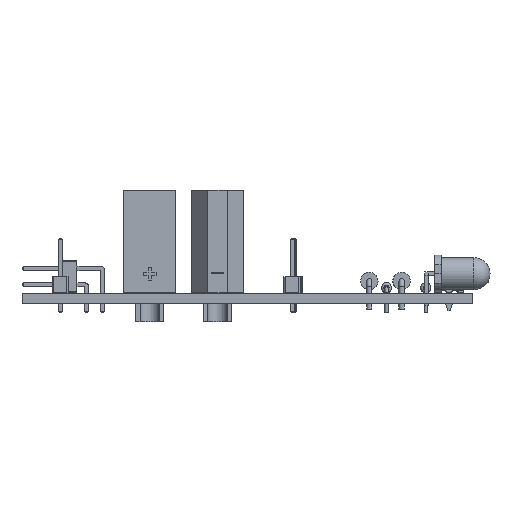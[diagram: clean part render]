
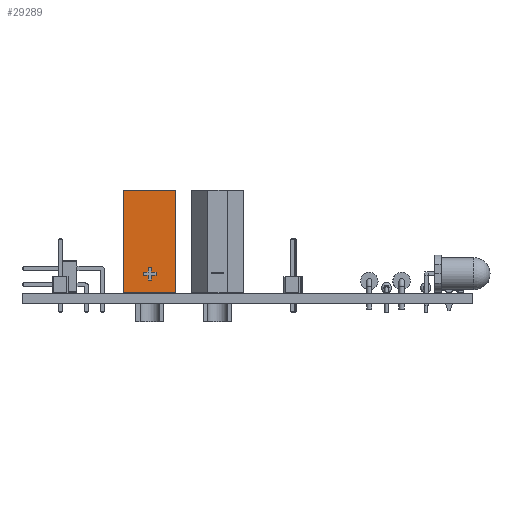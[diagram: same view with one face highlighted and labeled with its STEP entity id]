
A CAD part, left-side view. The second image highlights one B-rep face of the part: STEP entity #29289.
In plain terms, the highlighted face is planar.
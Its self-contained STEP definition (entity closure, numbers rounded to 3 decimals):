
#28157 = EDGE_CURVE('',#28158,#28160,#28162,.T.);
#28158 = VERTEX_POINT('',#28159);
#28159 = CARTESIAN_POINT('',(11.35,-0.25,2.75));
#28160 = VERTEX_POINT('',#28161);
#28161 = CARTESIAN_POINT('',(11.35,-1.,2.75));
#28162 = LINE('',#28163,#28164);
#28163 = CARTESIAN_POINT('',(11.35,-2.525,2.75));
#28164 = VECTOR('',#28165,1.);
#28165 = DIRECTION('',(0.,-1.,0.));
#28197 = EDGE_CURVE('',#28160,#28198,#28200,.T.);
#28198 = VERTEX_POINT('',#28199);
#28199 = CARTESIAN_POINT('',(11.35,-1.,3.25));
#28200 = LINE('',#28201,#28202);
#28201 = CARTESIAN_POINT('',(11.35,-1.,1.625));
#28202 = VECTOR('',#28203,1.);
#28203 = DIRECTION('',(0.,0.,1.));
#28228 = EDGE_CURVE('',#28198,#28229,#28231,.T.);
#28229 = VERTEX_POINT('',#28230);
#28230 = CARTESIAN_POINT('',(11.35,-0.25,3.25));
#28231 = LINE('',#28232,#28233);
#28232 = CARTESIAN_POINT('',(11.35,-2.15,3.25));
#28233 = VECTOR('',#28234,1.);
#28234 = DIRECTION('',(0.,1.,0.));
#28259 = EDGE_CURVE('',#28229,#28260,#28262,.T.);
#28260 = VERTEX_POINT('',#28261);
#28261 = CARTESIAN_POINT('',(11.35,-0.25,4.));
#28262 = LINE('',#28263,#28264);
#28263 = CARTESIAN_POINT('',(11.35,-0.25,2.));
#28264 = VECTOR('',#28265,1.);
#28265 = DIRECTION('',(0.,0.,1.));
#28290 = EDGE_CURVE('',#28260,#28291,#28293,.T.);
#28291 = VERTEX_POINT('',#28292);
#28292 = CARTESIAN_POINT('',(11.35,0.25,4.));
#28293 = LINE('',#28294,#28295);
#28294 = CARTESIAN_POINT('',(11.35,-1.9,4.));
#28295 = VECTOR('',#28296,1.);
#28296 = DIRECTION('',(0.,1.,0.));
#28321 = EDGE_CURVE('',#28291,#28322,#28324,.T.);
#28322 = VERTEX_POINT('',#28323);
#28323 = CARTESIAN_POINT('',(11.35,0.25,3.25));
#28324 = LINE('',#28325,#28326);
#28325 = CARTESIAN_POINT('',(11.35,0.25,1.625));
#28326 = VECTOR('',#28327,1.);
#28327 = DIRECTION('',(0.,0.,-1.));
#28352 = EDGE_CURVE('',#28322,#28353,#28355,.T.);
#28353 = VERTEX_POINT('',#28354);
#28354 = CARTESIAN_POINT('',(11.35,1.,3.25));
#28355 = LINE('',#28356,#28357);
#28356 = CARTESIAN_POINT('',(11.35,-1.525,3.25));
#28357 = VECTOR('',#28358,1.);
#28358 = DIRECTION('',(0.,1.,0.));
#28383 = EDGE_CURVE('',#28353,#28384,#28386,.T.);
#28384 = VERTEX_POINT('',#28385);
#28385 = CARTESIAN_POINT('',(11.35,1.,2.75));
#28386 = LINE('',#28387,#28388);
#28387 = CARTESIAN_POINT('',(11.35,1.,1.375));
#28388 = VECTOR('',#28389,1.);
#28389 = DIRECTION('',(0.,0.,-1.));
#28414 = EDGE_CURVE('',#28384,#28415,#28417,.T.);
#28415 = VERTEX_POINT('',#28416);
#28416 = CARTESIAN_POINT('',(11.35,0.25,2.75));
#28417 = LINE('',#28418,#28419);
#28418 = CARTESIAN_POINT('',(11.35,-1.9,2.75));
#28419 = VECTOR('',#28420,1.);
#28420 = DIRECTION('',(0.,-1.,0.));
#28445 = EDGE_CURVE('',#28415,#28446,#28448,.T.);
#28446 = VERTEX_POINT('',#28447);
#28447 = CARTESIAN_POINT('',(11.35,0.25,2.));
#28448 = LINE('',#28449,#28450);
#28449 = CARTESIAN_POINT('',(11.35,0.25,1.));
#28450 = VECTOR('',#28451,1.);
#28451 = DIRECTION('',(0.,0.,-1.));
#28476 = EDGE_CURVE('',#28446,#28477,#28479,.T.);
#28477 = VERTEX_POINT('',#28478);
#28478 = CARTESIAN_POINT('',(11.35,-0.25,2.));
#28479 = LINE('',#28480,#28481);
#28480 = CARTESIAN_POINT('',(11.35,-2.15,2.));
#28481 = VECTOR('',#28482,1.);
#28482 = DIRECTION('',(0.,-1.,0.));
#28507 = EDGE_CURVE('',#28477,#28158,#28508,.T.);
#28508 = LINE('',#28509,#28510);
#28509 = CARTESIAN_POINT('',(11.35,-0.25,1.375));
#28510 = VECTOR('',#28511,1.);
#28511 = DIRECTION('',(0.,0.,1.));
#29112 = VERTEX_POINT('',#29113);
#29113 = CARTESIAN_POINT('',(11.35,-4.05,0.));
#29121 = EDGE_CURVE('',#29112,#29122,#29124,.T.);
#29122 = VERTEX_POINT('',#29123);
#29123 = CARTESIAN_POINT('',(11.35,-4.05,16.));
#29124 = LINE('',#29125,#29126);
#29125 = CARTESIAN_POINT('',(11.35,-4.05,0.));
#29126 = VECTOR('',#29127,1.);
#29127 = DIRECTION('',(0.,0.,1.));
#29257 = VERTEX_POINT('',#29258);
#29258 = CARTESIAN_POINT('',(11.35,4.05,0.));
#29266 = VERTEX_POINT('',#29267);
#29267 = CARTESIAN_POINT('',(11.35,4.05,16.));
#29273 = EDGE_CURVE('',#29257,#29266,#29274,.T.);
#29274 = LINE('',#29275,#29276);
#29275 = CARTESIAN_POINT('',(11.35,4.05,0.));
#29276 = VECTOR('',#29277,1.);
#29277 = DIRECTION('',(0.,0.,1.));
#29289 = ADVANCED_FACE('',(#29290,#29306),#29320,.T.);
#29290 = FACE_BOUND('',#29291,.T.);
#29291 = EDGE_LOOP('',(#29292,#29298,#29299,#29305));
#29292 = ORIENTED_EDGE('',*,*,#29293,.T.);
#29293 = EDGE_CURVE('',#29112,#29257,#29294,.T.);
#29294 = LINE('',#29295,#29296);
#29295 = CARTESIAN_POINT('',(11.35,-4.05,0.));
#29296 = VECTOR('',#29297,1.);
#29297 = DIRECTION('',(0.,1.,0.));
#29298 = ORIENTED_EDGE('',*,*,#29273,.T.);
#29299 = ORIENTED_EDGE('',*,*,#29300,.F.);
#29300 = EDGE_CURVE('',#29122,#29266,#29301,.T.);
#29301 = LINE('',#29302,#29303);
#29302 = CARTESIAN_POINT('',(11.35,-4.05,16.));
#29303 = VECTOR('',#29304,1.);
#29304 = DIRECTION('',(0.,1.,0.));
#29305 = ORIENTED_EDGE('',*,*,#29121,.F.);
#29306 = FACE_BOUND('',#29307,.T.);
#29307 = EDGE_LOOP('',(#29308,#29309,#29310,#29311,#29312,#29313,#29314,
    #29315,#29316,#29317,#29318,#29319));
#29308 = ORIENTED_EDGE('',*,*,#28157,.T.);
#29309 = ORIENTED_EDGE('',*,*,#28197,.T.);
#29310 = ORIENTED_EDGE('',*,*,#28228,.T.);
#29311 = ORIENTED_EDGE('',*,*,#28259,.T.);
#29312 = ORIENTED_EDGE('',*,*,#28290,.T.);
#29313 = ORIENTED_EDGE('',*,*,#28321,.T.);
#29314 = ORIENTED_EDGE('',*,*,#28352,.T.);
#29315 = ORIENTED_EDGE('',*,*,#28383,.T.);
#29316 = ORIENTED_EDGE('',*,*,#28414,.T.);
#29317 = ORIENTED_EDGE('',*,*,#28445,.T.);
#29318 = ORIENTED_EDGE('',*,*,#28476,.T.);
#29319 = ORIENTED_EDGE('',*,*,#28507,.T.);
#29320 = PLANE('',#29321);
#29321 = AXIS2_PLACEMENT_3D('',#29322,#29323,#29324);
#29322 = CARTESIAN_POINT('',(11.35,-4.05,0.));
#29323 = DIRECTION('',(1.,0.,0.));
#29324 = DIRECTION('',(-0.,1.,0.));
